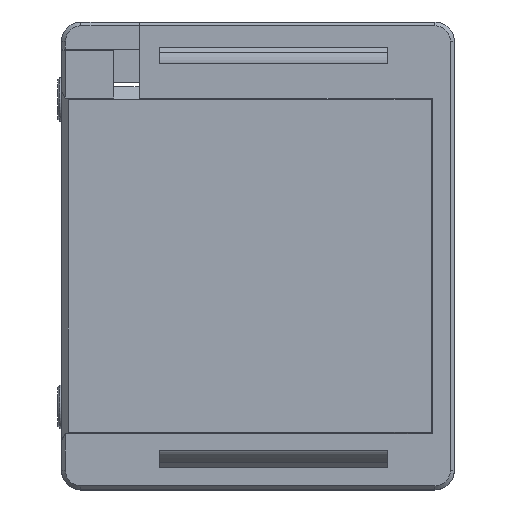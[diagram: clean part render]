
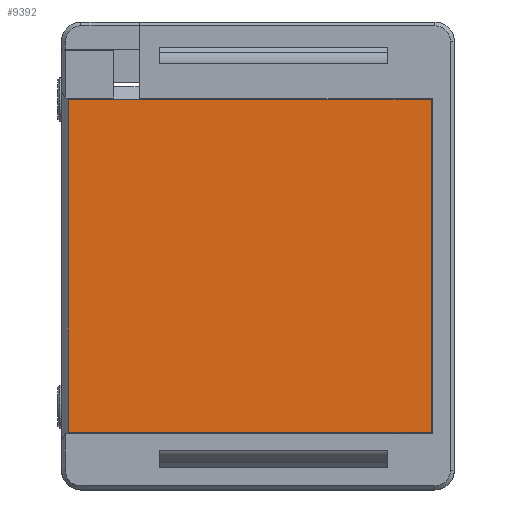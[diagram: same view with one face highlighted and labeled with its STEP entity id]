
A CAD part, top view. The second image highlights one B-rep face of the part: STEP entity #9392.
In plain terms, the highlighted planar face has unit normal (0, 0, 1).
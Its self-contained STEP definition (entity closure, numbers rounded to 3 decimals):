
#1065=FACE_OUTER_BOUND('',#1612,.T.);
#1612=EDGE_LOOP('',(#8010,#8011,#8012,#8013));
#2456=LINE('',#16158,#3431);
#2457=LINE('',#16161,#3432);
#2458=LINE('',#16163,#3433);
#2459=LINE('',#16164,#3434);
#3431=VECTOR('',#12431,10.);
#3432=VECTOR('',#12434,10.);
#3433=VECTOR('',#12435,10.);
#3434=VECTOR('',#12436,10.);
#4345=VERTEX_POINT('',#16152);
#4347=VERTEX_POINT('',#16156);
#4348=VERTEX_POINT('',#16160);
#4349=VERTEX_POINT('',#16162);
#5599=EDGE_CURVE('',#4345,#4347,#2456,.T.);
#5600=EDGE_CURVE('',#4347,#4348,#2457,.F.);
#5601=EDGE_CURVE('',#4349,#4348,#2458,.F.);
#5602=EDGE_CURVE('',#4345,#4349,#2459,.T.);
#8010=ORIENTED_EDGE('',*,*,#5599,.T.);
#8011=ORIENTED_EDGE('',*,*,#5600,.T.);
#8012=ORIENTED_EDGE('',*,*,#5601,.F.);
#8013=ORIENTED_EDGE('',*,*,#5602,.F.);
#8901=PLANE('',#10214);
#9392=ADVANCED_FACE('',(#1065),#8901,.T.);
#10214=AXIS2_PLACEMENT_3D('',#16159,#12432,#12433);
#12431=DIRECTION('',(0.,-1.,0.));
#12432=DIRECTION('center_axis',(0.,0.,1.));
#12433=DIRECTION('ref_axis',(0.,-1.,0.));
#12434=DIRECTION('',(-1.,0.,0.));
#12435=DIRECTION('',(0.,1.,0.));
#12436=DIRECTION('',(1.,0.,0.));
#16152=CARTESIAN_POINT('',(160.397,15.879,12.4));
#16156=CARTESIAN_POINT('',(160.397,-18.539,12.4));
#16158=CARTESIAN_POINT('',(160.397,18.5,12.4));
#16159=CARTESIAN_POINT('Origin',(159.997,16.02,12.4));
#16160=CARTESIAN_POINT('',(197.897,-18.539,12.4));
#16161=CARTESIAN_POINT('',(159.997,-18.539,12.4));
#16162=CARTESIAN_POINT('',(197.897,15.879,12.4));
#16163=CARTESIAN_POINT('',(197.897,7.345,12.4));
#16164=CARTESIAN_POINT('',(159.997,15.879,12.4));
